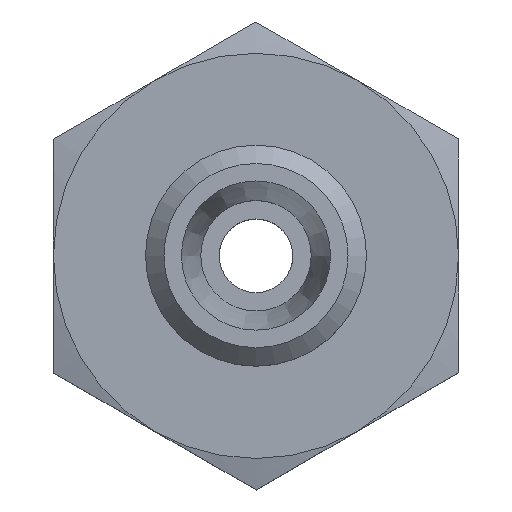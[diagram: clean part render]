
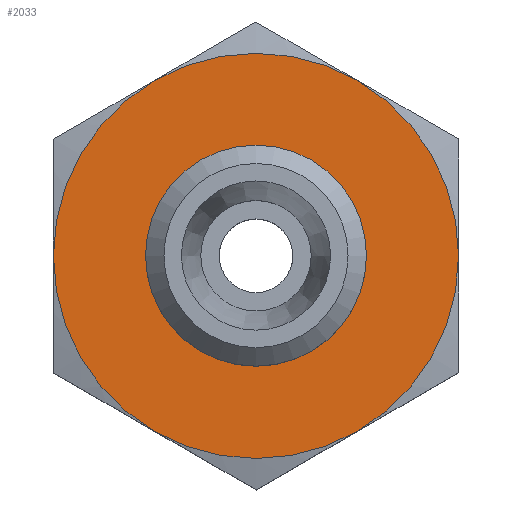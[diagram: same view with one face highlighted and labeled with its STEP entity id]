
A CAD part, top view. The second image highlights one B-rep face of the part: STEP entity #2033.
In plain terms, the highlighted planar face has unit normal (0, 0, 1).
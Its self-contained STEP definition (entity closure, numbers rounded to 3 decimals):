
#1483=CARTESIAN_POINT('',(0.07,-0.488,20.5));
#1484=VERTEX_POINT('',#1483);
#1537=CARTESIAN_POINT('',(5.565,9.041,20.5));
#1538=VERTEX_POINT('',#1537);
#1552=CARTESIAN_POINT('',(5.565,9.035,20.5));
#1553=VERTEX_POINT('',#1552);
#1554=CARTESIAN_POINT('',(5.565,9.041,20.5));
#1555=DIRECTION('',(0.001,-1.,0.0));
#1556=VECTOR('',#1555,0.006);
#1557=LINE('',#1554,#1556);
#1558=EDGE_CURVE('',#1538,#1553,#1557,.T.);
#1611=CARTESIAN_POINT('',(0.059,18.564,20.5));
#1612=VERTEX_POINT('',#1611);
#1780=CARTESIAN_POINT('',(-10.941,18.558,20.5));
#1781=VERTEX_POINT('',#1780);
#1827=CARTESIAN_POINT('',(-16.435,9.028,20.5));
#1828=VERTEX_POINT('',#1827);
#1886=CARTESIAN_POINT('',(-5.435,9.035,20.5));
#1887=DIRECTION('',(0.0,0.0,1.0));
#1888=DIRECTION('',(-1.0,0.0,0.0));
#1889=AXIS2_PLACEMENT_3D('',#1886,#1887,#1888);
#1890=CIRCLE('',#1889,11.0);
#1891=EDGE_CURVE('',#1538,#1612,#1890,.T.);
#1904=CARTESIAN_POINT('',(-5.435,9.035,20.5));
#1905=DIRECTION('',(0.0,0.0,1.0));
#1906=DIRECTION('',(-1.0,0.0,0.0));
#1907=AXIS2_PLACEMENT_3D('',#1904,#1905,#1906);
#1908=CIRCLE('',#1907,11.0);
#1909=EDGE_CURVE('',#1484,#1553,#1908,.T.);
#1920=CARTESIAN_POINT('',(-5.435,9.035,20.5));
#1921=DIRECTION('',(0.0,0.0,1.0));
#1922=DIRECTION('',(-1.0,0.0,0.0));
#1923=AXIS2_PLACEMENT_3D('',#1920,#1921,#1922);
#1924=CIRCLE('',#1923,11.0);
#1925=EDGE_CURVE('',#1612,#1781,#1924,.T.);
#1936=CARTESIAN_POINT('',(-10.93,-0.495,20.5));
#1937=VERTEX_POINT('',#1936);
#1952=CARTESIAN_POINT('',(-5.435,9.035,20.5));
#1953=DIRECTION('',(0.0,0.0,1.0));
#1954=DIRECTION('',(-1.0,0.0,0.0));
#1955=AXIS2_PLACEMENT_3D('',#1952,#1953,#1954);
#1956=CIRCLE('',#1955,11.0);
#1957=EDGE_CURVE('',#1937,#1484,#1956,.T.);
#1968=CARTESIAN_POINT('',(-5.435,9.035,20.5));
#1969=DIRECTION('',(0.0,0.0,1.0));
#1970=DIRECTION('',(-1.0,0.0,0.0));
#1971=AXIS2_PLACEMENT_3D('',#1968,#1969,#1970);
#1972=CIRCLE('',#1971,11.0);
#1973=EDGE_CURVE('',#1781,#1828,#1972,.T.);
#1998=CARTESIAN_POINT('',(-5.435,9.035,20.5));
#1999=DIRECTION('',(0.0,0.0,1.0));
#2000=DIRECTION('',(-1.0,0.0,0.0));
#2001=AXIS2_PLACEMENT_3D('',#1998,#1999,#2000);
#2002=CIRCLE('',#2001,11.0);
#2003=EDGE_CURVE('',#1828,#1937,#2002,.T.);
#2008=CARTESIAN_POINT('',(-5.435,9.035,20.5));
#2009=DIRECTION('',(0.0,0.0,1.0));
#2010=DIRECTION('',(1.0,0.0,0.0));
#2011=AXIS2_PLACEMENT_3D('',#2008,#2009,#2010);
#2012=PLANE('',#2011);
#2013=ORIENTED_EDGE('',*,*,#1891,.T.);
#2014=ORIENTED_EDGE('',*,*,#1925,.T.);
#2015=ORIENTED_EDGE('',*,*,#1973,.T.);
#2016=ORIENTED_EDGE('',*,*,#2003,.T.);
#2017=ORIENTED_EDGE('',*,*,#1957,.T.);
#2018=ORIENTED_EDGE('',*,*,#1909,.T.);
#2019=ORIENTED_EDGE('',*,*,#1558,.F.);
#2020=EDGE_LOOP('',(#2013,#2014,#2015,#2016,#2017,#2018,#2019));
#2021=FACE_OUTER_BOUND('',#2020,.T.);
#2022=CARTESIAN_POINT('',(0.415,9.035,20.5));
#2023=VERTEX_POINT('',#2022);
#2024=CARTESIAN_POINT('',(-5.435,9.035,20.5));
#2025=DIRECTION('',(0.0,0.0,1.0));
#2026=DIRECTION('',(-1.0,0.0,0.0));
#2027=AXIS2_PLACEMENT_3D('',#2024,#2025,#2026);
#2028=CIRCLE('',#2027,5.85);
#2029=EDGE_CURVE('',#2023,#2023,#2028,.T.);
#2030=ORIENTED_EDGE('',*,*,#2029,.F.);
#2031=EDGE_LOOP('',(#2030));
#2032=FACE_BOUND('',#2031,.T.);
#2033=ADVANCED_FACE('',(#2021,#2032),#2012,.T.);
